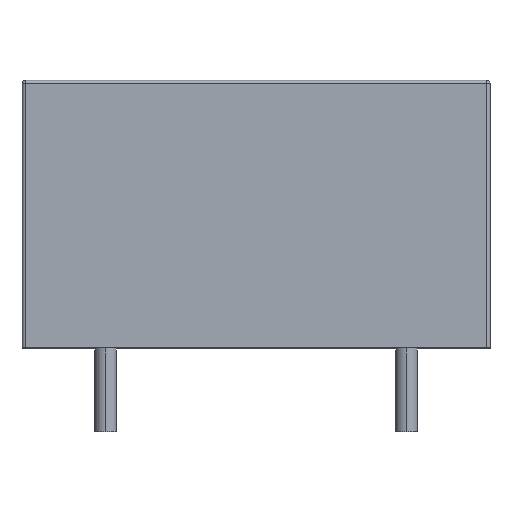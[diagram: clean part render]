
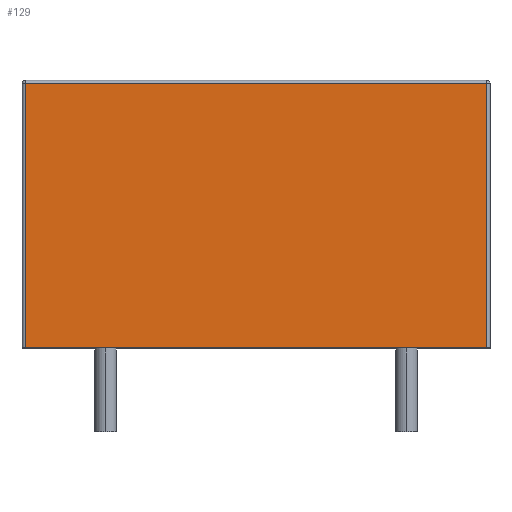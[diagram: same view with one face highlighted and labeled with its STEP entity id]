
A CAD part, top view. The second image highlights one B-rep face of the part: STEP entity #129.
In plain terms, the highlighted planar face has unit normal (0, 0, 1).
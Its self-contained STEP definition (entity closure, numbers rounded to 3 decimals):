
#9 = DIRECTION ( 'NONE',  ( 0., 0., 1. ) ) ;
#35 = CARTESIAN_POINT ( 'NONE',  ( 6.9, 0.5, 2.5 ) ) ;
#40 = EDGE_LOOP ( 'NONE', ( #470, #551, #366, #321 ) ) ;
#41 = EDGE_CURVE ( 'NONE', #552, #342, #520, .T. ) ;
#44 = LINE ( 'NONE', #208, #591 ) ;
#73 = VERTEX_POINT ( 'NONE', #265 ) ;
#129 = ADVANCED_FACE ( 'NONE', ( #130 ), #611, .T. ) ;
#130 = FACE_OUTER_BOUND ( 'NONE', #40, .T. ) ;
#136 = VECTOR ( 'NONE', #416, 1000. ) ;
#158 = DIRECTION ( 'NONE',  ( -1., 0., 0. ) ) ;
#202 = CARTESIAN_POINT ( 'NONE',  ( -6.9, 0.5, 2.5 ) ) ;
#208 = CARTESIAN_POINT ( 'NONE',  ( -7., 0.5, 2.5 ) ) ;
#209 = CARTESIAN_POINT ( 'NONE',  ( -6.9, 8.4, 2.5 ) ) ;
#263 = EDGE_CURVE ( 'NONE', #335, #73, #537, .T. ) ;
#265 = CARTESIAN_POINT ( 'NONE',  ( 6.9, 8.4, 2.5 ) ) ;
#321 = ORIENTED_EDGE ( 'NONE', *, *, #263, .T. ) ;
#322 = CARTESIAN_POINT ( 'NONE',  ( 0., 0., 2.5 ) ) ;
#335 = VERTEX_POINT ( 'NONE', #35 ) ;
#342 = VERTEX_POINT ( 'NONE', #471 ) ;
#366 = ORIENTED_EDGE ( 'NONE', *, *, #465, .T. ) ;
#399 = CARTESIAN_POINT ( 'NONE',  ( 6.9, 8.5, 2.5 ) ) ;
#416 = DIRECTION ( 'NONE',  ( 0., 1., 0. ) ) ;
#425 = DIRECTION ( 'NONE',  ( 1., 0., 0. ) ) ;
#464 = AXIS2_PLACEMENT_3D ( 'NONE', #322, #9, #601 ) ;
#465 = EDGE_CURVE ( 'NONE', #342, #335, #44, .T. ) ;
#470 = ORIENTED_EDGE ( 'NONE', *, *, #524, .T. ) ;
#471 = CARTESIAN_POINT ( 'NONE',  ( -6.9, 0.5, 2.5 ) ) ;
#475 = DIRECTION ( 'NONE',  ( 0., -1., 0. ) ) ;
#502 = LINE ( 'NONE', #694, #517 ) ;
#517 = VECTOR ( 'NONE', #158, 1000. ) ;
#520 = LINE ( 'NONE', #202, #538 ) ;
#524 = EDGE_CURVE ( 'NONE', #73, #552, #502, .T. ) ;
#537 = LINE ( 'NONE', #399, #136 ) ;
#538 = VECTOR ( 'NONE', #475, 1000. ) ;
#551 = ORIENTED_EDGE ( 'NONE', *, *, #41, .T. ) ;
#552 = VERTEX_POINT ( 'NONE', #209 ) ;
#591 = VECTOR ( 'NONE', #425, 1000. ) ;
#601 = DIRECTION ( 'NONE',  ( 1., 0., 0. ) ) ;
#611 = PLANE ( 'NONE',  #464 ) ;
#694 = CARTESIAN_POINT ( 'NONE',  ( -7., 8.4, 2.5 ) ) ;
